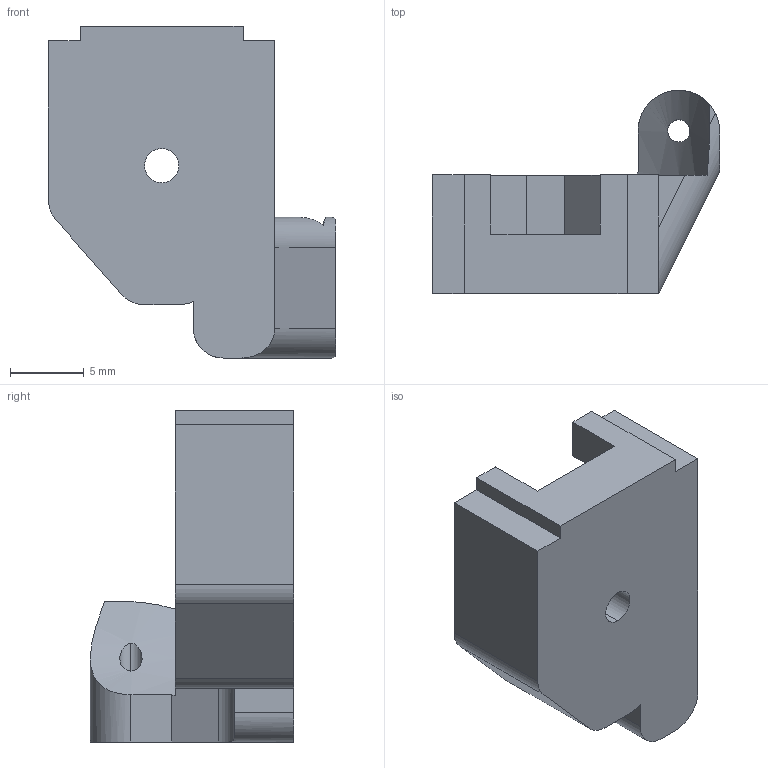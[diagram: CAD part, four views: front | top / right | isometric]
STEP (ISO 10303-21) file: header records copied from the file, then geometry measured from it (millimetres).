
FILE_DESCRIPTION (( 'STEP AP214' ), '1' );
FILE_NAME ('Pot Holder.STEP', '2017-11-01T22:51:21', ( '' ), ( '' ), 'SwSTEP 2.0', 'SolidWorks 2016', '' );
FILE_SCHEMA (( 'AUTOMOTIVE_DESIGN' ));
Length unit declared in the file: millimetre
Products named in the file (1): Pot Holder
Bounding box: 19.4 x 13.75 x 22.44 mm (x, y, z)
Volume: 1841.7 mm3; surface area: 1536.3 mm2
Topology: 1 solids, 1 shells, 49 faces, 140 edges, 93 vertices
Faces by surface type: plane 36, cylinder 13
Entity records: 1694 total; most frequent: CARTESIAN_POINT 388, ORIENTED_EDGE 280, DIRECTION 244, EDGE_CURVE 140, VECTOR 106, LINE 106, VERTEX_POINT 93, AXIS2_PLACEMENT_3D 69
